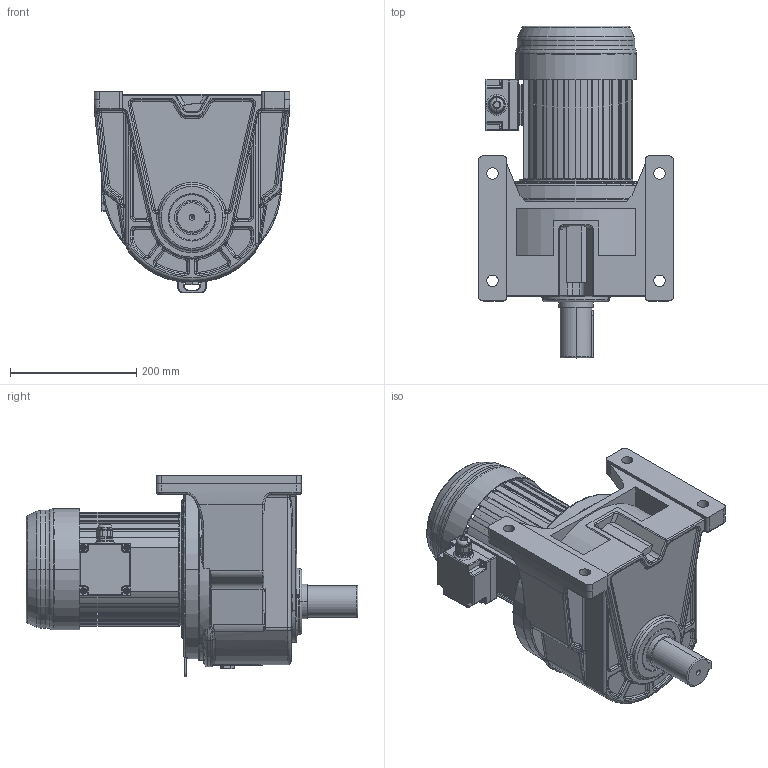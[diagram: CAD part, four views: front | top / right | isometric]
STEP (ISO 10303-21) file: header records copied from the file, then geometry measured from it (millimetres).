
FILE_DESCRIPTION((''),'2;1');
FILE_NAME('H50_ASM','2022-04-13T',('AdminUser'),(''),'PRO/ENGINEER BY PARAMETRIC TECHNOLOGY CORPORATION, 2007170','PRO/ENGINEER BY PARAMETRIC TECHNOLOGY CORPORATION, 2007170','');
FILE_SCHEMA(('CONFIG_CONTROL_DESIGN'));
Length unit declared in the file: millimetre
Products named in the file (6): H50; G50; 1500W; 1500W190; 8280-2022; H50_ASM
Assembly tree (5 placements, depth 2):
  H50_ASM
    H50
    G50
    1500W
    1500W190
    8280-2022
Bounding box: 310 x 526 x 319.45 mm (x, y, z)
Volume: 12341460.2 mm3; surface area: 1121939.5 mm2
Topology: 6 solids, 16 shells, 2628 faces, 6719 edges, 4178 vertices
Faces by surface type: plane 1256, cylinder 717, torus 323, bspline 288, sphere 32, cone 12
Entity records: 91070 total; most frequent: CARTESIAN_POINT 27403, ORIENTED_EDGE 13438, DIRECTION 13109, EDGE_CURVE 6719, AXIS2_PLACEMENT_3D 4538, VERTEX_POINT 4178, VECTOR 4033, LINE 4033
